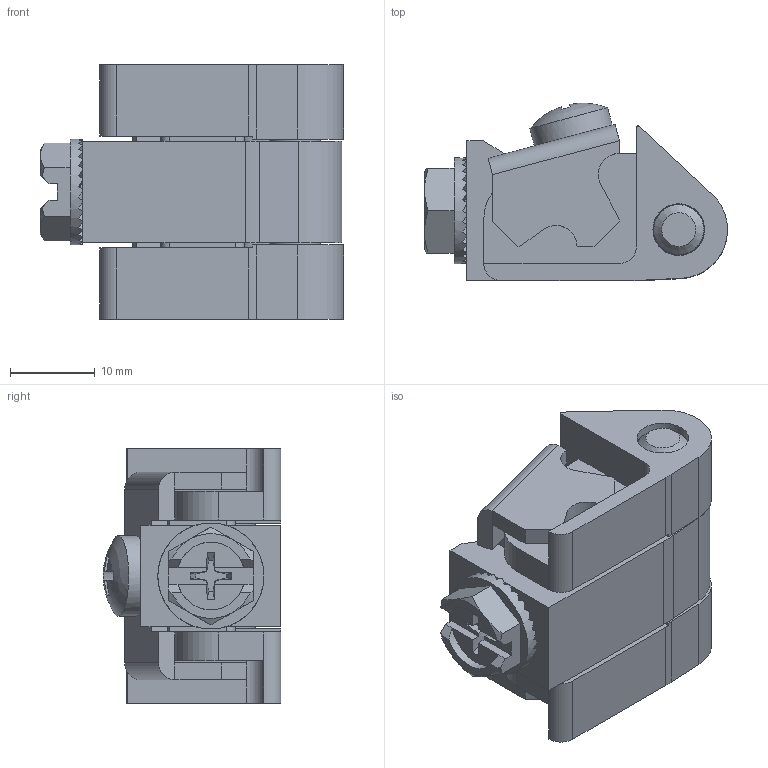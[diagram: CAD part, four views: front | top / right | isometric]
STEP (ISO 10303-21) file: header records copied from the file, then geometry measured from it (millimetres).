
FILE_DESCRIPTION(('STEP AP214'),'1');
FILE_NAME('497.step','2016-07-25T07:28:58',(' '),(' '),'Spatial InterOp 3D',' ',' ');
FILE_SCHEMA(('automotive_design'));
Length unit declared in the file: millimetre
Products named in the file (6): Orta Par_a; Pim; Kenar Par_a; Ba_lant_ Par_as_; pan head screw ISO 7045 M5_10 b_10mm; hexagon head screw ISO 4017A M6_12 b_26mm l_6mm
Bounding box: 35.75 x 20.95 x 30 mm (x, y, z)
Volume: 11046.8 mm3; surface area: 8744.4 mm2
Topology: 6 solids, 6 shells, 685 faces, 1731 edges, 1060 vertices
Faces by surface type: plane 622, cylinder 39, cone 14, bspline 9, sphere 1
Full cylindrical faces by diameter (mm): 4.2 x1, 5 x1, 5.2 x1, 6 x2, 6.1 x2, 6.2 x1, 9.5 x1, 12.5 x1
Entity records: 25993 total; most frequent: CARTESIAN_POINT 3925, DIRECTION 3477, ORIENTED_EDGE 3418, EDGE_CURVE 1709, LINE 1191, VECTOR 1191, AXIS2_PLACEMENT_3D 1143, VERTEX_POINT 1053
